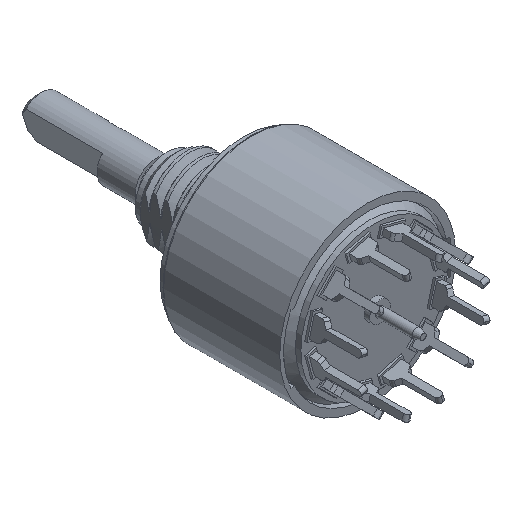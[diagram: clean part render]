
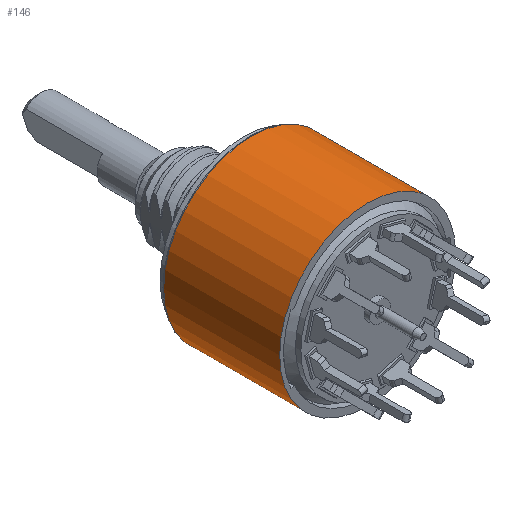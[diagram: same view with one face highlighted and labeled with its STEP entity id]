
A CAD part, isometric view. The second image highlights one B-rep face of the part: STEP entity #146.
In plain terms, the highlighted cylindrical face has radius 6.744 mm (diameter 13.487 mm), a full revolution.
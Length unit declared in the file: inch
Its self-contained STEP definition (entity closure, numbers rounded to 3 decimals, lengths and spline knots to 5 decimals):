
#146 = ADVANCED_FACE( '', ( #814, #815 ), #816, .T. );
#814 = FACE_OUTER_BOUND( '', #2367, .T. );
#815 = FACE_OUTER_BOUND( '', #2368, .T. );
#816 = CYLINDRICAL_SURFACE( '', #2369, 0.2655 );
#2367 = EDGE_LOOP( '', ( #5453 ) );
#2368 = EDGE_LOOP( '', ( #5454 ) );
#2369 = AXIS2_PLACEMENT_3D( '', #5455, #5456, #5457 );
#5453 = ORIENTED_EDGE( '', *, *, #10412, .F. );
#5454 = ORIENTED_EDGE( '', *, *, #10413, .T. );
#5455 = CARTESIAN_POINT( '', ( 0., 0.305, 0. ) );
#5456 = DIRECTION( '', ( 0., 1., 0. ) );
#5457 = DIRECTION( '', ( 1., 0., 0. ) );
#10412 = EDGE_CURVE( '', #12450, #12450, #12451, .T. );
#10413 = EDGE_CURVE( '', #12452, #12452, #12453, .T. );
#12450 = VERTEX_POINT( '', #16193 );
#12451 = CIRCLE( '', #16194, 0.2655 );
#12452 = VERTEX_POINT( '', #16195 );
#12453 = CIRCLE( '', #16196, 0.2655 );
#16193 = CARTESIAN_POINT( '', ( 0.2655, 0.3, 0. ) );
#16194 = AXIS2_PLACEMENT_3D( '', #20416, #20417, #20418 );
#16195 = CARTESIAN_POINT( '', ( -0.2655, -0.05, 0. ) );
#16196 = AXIS2_PLACEMENT_3D( '', #20419, #20420, #20421 );
#20416 = CARTESIAN_POINT( '', ( 0., 0.3, 0. ) );
#20417 = DIRECTION( '', ( 0., 1., 0. ) );
#20418 = DIRECTION( '', ( 1., 0., 0. ) );
#20419 = CARTESIAN_POINT( '', ( 0., -0.05, 0. ) );
#20420 = DIRECTION( '', ( 0., 1., 0. ) );
#20421 = DIRECTION( '', ( -1., 0., 0. ) );
